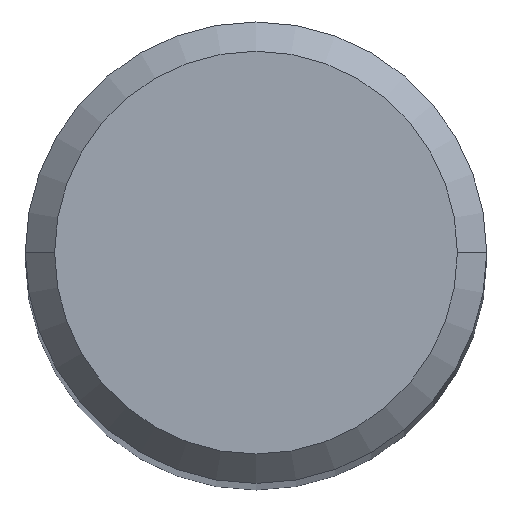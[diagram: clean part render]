
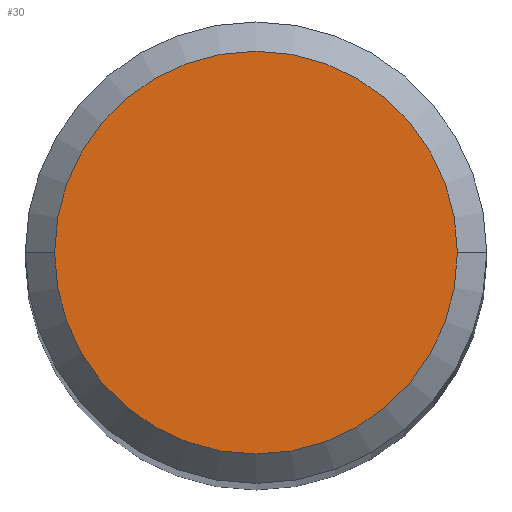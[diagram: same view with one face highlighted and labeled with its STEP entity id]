
A CAD part, top view. The second image highlights one B-rep face of the part: STEP entity #30.
In plain terms, the highlighted planar face has unit normal (0, 0, 1).
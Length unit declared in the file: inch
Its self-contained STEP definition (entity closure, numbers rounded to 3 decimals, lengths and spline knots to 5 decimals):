
#20 = ORIENTED_EDGE ( 'NONE', *, *, #77, .T. ) ;
#30 = ADVANCED_FACE ( 'NONE', ( #67 ), #133, .T. ) ;
#66 = CARTESIAN_POINT ( 'NONE',  ( 0., 0., 2.95276 ) ) ;
#67 = FACE_OUTER_BOUND ( 'NONE', #88, .T. ) ;
#71 = CARTESIAN_POINT ( 'NONE',  ( 0.10311, 0., 2.95276 ) ) ;
#77 = EDGE_CURVE ( 'NONE', #151, #252, #127, .T. ) ;
#88 = EDGE_LOOP ( 'NONE', ( #198, #20 ) ) ;
#102 = CIRCLE ( 'NONE', #139, 0.10311 ) ;
#111 = DIRECTION ( 'NONE',  ( 1., 0., 0. ) ) ;
#127 = CIRCLE ( 'NONE', #176, 0.10311 ) ;
#133 = PLANE ( 'NONE',  #246 ) ;
#139 = AXIS2_PLACEMENT_3D ( 'NONE', #169, #273, #147 ) ;
#147 = DIRECTION ( 'NONE',  ( 1., 0., 0. ) ) ;
#151 = VERTEX_POINT ( 'NONE', #71 ) ;
#153 = DIRECTION ( 'NONE',  ( 0., 0., 1. ) ) ;
#169 = CARTESIAN_POINT ( 'NONE',  ( 0., 0., 2.95276 ) ) ;
#172 = CARTESIAN_POINT ( 'NONE',  ( -0.10311, 0., 2.95276 ) ) ;
#176 = AXIS2_PLACEMENT_3D ( 'NONE', #66, #153, #111 ) ;
#182 = DIRECTION ( 'NONE',  ( 1., 0., 0. ) ) ;
#198 = ORIENTED_EDGE ( 'NONE', *, *, #220, .T. ) ;
#220 = EDGE_CURVE ( 'NONE', #252, #151, #102, .T. ) ;
#230 = CARTESIAN_POINT ( 'NONE',  ( 0., 0., 2.95276 ) ) ;
#246 = AXIS2_PLACEMENT_3D ( 'NONE', #230, #253, #182 ) ;
#252 = VERTEX_POINT ( 'NONE', #172 ) ;
#253 = DIRECTION ( 'NONE',  ( 0., 0., 1. ) ) ;
#273 = DIRECTION ( 'NONE',  ( 0., 0., 1. ) ) ;
